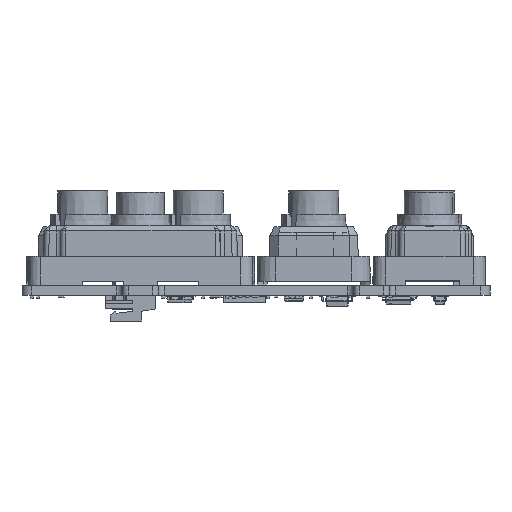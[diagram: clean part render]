
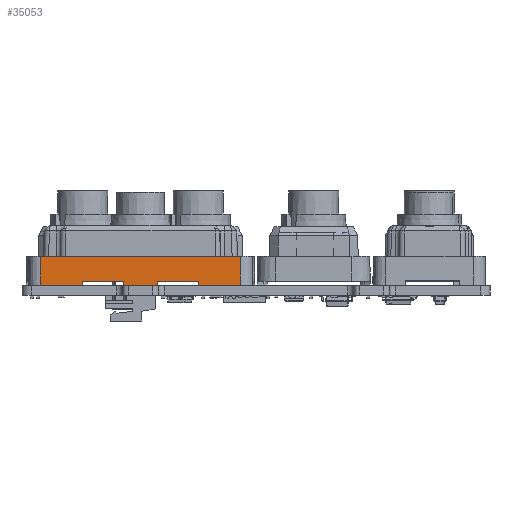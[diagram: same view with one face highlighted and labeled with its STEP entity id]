
A CAD part, front view. The second image highlights one B-rep face of the part: STEP entity #35053.
In plain terms, the highlighted face is planar.
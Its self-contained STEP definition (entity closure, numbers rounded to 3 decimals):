
#670=PLANE('',#37208);
#2163=LINE('',#49597,#6401);
#2166=LINE('',#49602,#6404);
#2170=LINE('',#49608,#6408);
#2189=LINE('',#49649,#6427);
#2193=LINE('',#49658,#6431);
#2263=LINE('',#50272,#6501);
#2298=LINE('',#50369,#6536);
#2299=LINE('',#50374,#6537);
#2332=LINE('',#50733,#6570);
#2336=LINE('',#50744,#6574);
#2337=LINE('',#50745,#6575);
#2338=LINE('',#50746,#6576);
#6401=VECTOR('',#39920,10.);
#6404=VECTOR('',#39925,10.);
#6408=VECTOR('',#39931,10.);
#6427=VECTOR('',#39962,10.);
#6431=VECTOR('',#39968,10.);
#6501=VECTOR('',#40174,10.);
#6536=VECTOR('',#40255,10.);
#6537=VECTOR('',#40260,10.);
#6570=VECTOR('',#40357,10.);
#6574=VECTOR('',#40369,10.);
#6575=VECTOR('',#40370,10.);
#6576=VECTOR('',#40371,10.);
#10996=FACE_OUTER_BOUND('',#12879,.T.);
#12879=EDGE_LOOP('',(#24182,#24183,#24184,#24185,#24186,#24187,#24188,#24189,
#24190,#24191,#24192,#24193));
#15499=VERTEX_POINT('',#49595);
#15500=VERTEX_POINT('',#49596);
#15501=VERTEX_POINT('',#49601);
#15502=VERTEX_POINT('',#49606);
#15517=VERTEX_POINT('',#49646);
#15518=VERTEX_POINT('',#49648);
#15521=VERTEX_POINT('',#49655);
#15522=VERTEX_POINT('',#49657);
#15594=VERTEX_POINT('',#50271);
#15621=VERTEX_POINT('',#50368);
#15622=VERTEX_POINT('',#50372);
#15623=VERTEX_POINT('',#50373);
#18691=EDGE_CURVE('',#15499,#15500,#2163,.T.);
#18694=EDGE_CURVE('',#15500,#15501,#2166,.T.);
#18698=EDGE_CURVE('',#15501,#15502,#2170,.T.);
#18717=EDGE_CURVE('',#15518,#15517,#2189,.T.);
#18721=EDGE_CURVE('',#15522,#15521,#2193,.T.);
#18833=EDGE_CURVE('',#15594,#15518,#2263,.T.);
#18880=EDGE_CURVE('',#15621,#15594,#2298,.T.);
#18882=EDGE_CURVE('',#15622,#15623,#2299,.T.);
#18927=EDGE_CURVE('',#15621,#15622,#2332,.T.);
#18933=EDGE_CURVE('',#15517,#15499,#2336,.T.);
#18934=EDGE_CURVE('',#15502,#15522,#2337,.T.);
#18935=EDGE_CURVE('',#15521,#15623,#2338,.T.);
#24182=ORIENTED_EDGE('',*,*,#18927,.F.);
#24183=ORIENTED_EDGE('',*,*,#18880,.T.);
#24184=ORIENTED_EDGE('',*,*,#18833,.T.);
#24185=ORIENTED_EDGE('',*,*,#18717,.T.);
#24186=ORIENTED_EDGE('',*,*,#18933,.T.);
#24187=ORIENTED_EDGE('',*,*,#18691,.T.);
#24188=ORIENTED_EDGE('',*,*,#18694,.T.);
#24189=ORIENTED_EDGE('',*,*,#18698,.T.);
#24190=ORIENTED_EDGE('',*,*,#18934,.T.);
#24191=ORIENTED_EDGE('',*,*,#18721,.T.);
#24192=ORIENTED_EDGE('',*,*,#18935,.T.);
#24193=ORIENTED_EDGE('',*,*,#18882,.F.);
#35053=ADVANCED_FACE('',(#10996),#670,.T.);
#37208=AXIS2_PLACEMENT_3D('',#50743,#40367,#40368);
#39920=DIRECTION('',(0.,0.01,-1.));
#39925=DIRECTION('',(-1.,0.,0.));
#39931=DIRECTION('',(0.,-0.01,1.));
#39962=DIRECTION('',(0.,-0.01,1.));
#39968=DIRECTION('',(0.,0.01,-1.));
#40174=DIRECTION('',(-1.,0.,0.));
#40255=DIRECTION('',(0.,0.01,-1.));
#40260=DIRECTION('',(0.,0.01,-1.));
#40357=DIRECTION('',(-1.,0.,0.));
#40367=DIRECTION('center_axis',(0.,1.,
0.01));
#40368=DIRECTION('ref_axis',(0.,-0.01,1.));
#40369=DIRECTION('',(-1.,0.,0.));
#40370=DIRECTION('',(-1.,0.,0.));
#40371=DIRECTION('',(-1.,0.,0.));
#49595=CARTESIAN_POINT('',(2.75,9.243,0.7));
#49596=CARTESIAN_POINT('',(2.75,9.25,0.));
#49597=CARTESIAN_POINT('',(2.75,9.243,0.7));
#49601=CARTESIAN_POINT('',(-2.75,9.25,0.));
#49602=CARTESIAN_POINT('',(2.75,9.25,0.));
#49606=CARTESIAN_POINT('',(-2.75,9.243,0.7));
#49608=CARTESIAN_POINT('',(-2.75,9.25,0.));
#49646=CARTESIAN_POINT('',(9.55,9.243,0.7));
#49648=CARTESIAN_POINT('',(9.55,9.25,0.));
#49649=CARTESIAN_POINT('',(9.55,9.25,0.));
#49655=CARTESIAN_POINT('',(-9.55,9.25,0.));
#49657=CARTESIAN_POINT('',(-9.55,9.243,0.7));
#49658=CARTESIAN_POINT('',(-9.55,9.243,0.7));
#50271=CARTESIAN_POINT('',(16.5,9.25,0.));
#50272=CARTESIAN_POINT('',(16.5,9.25,0.));
#50368=CARTESIAN_POINT('',(16.5,9.2,4.75));
#50369=CARTESIAN_POINT('',(16.5,9.2,4.75));
#50372=CARTESIAN_POINT('',(-16.5,9.2,4.75));
#50373=CARTESIAN_POINT('',(-16.5,9.25,0.));
#50374=CARTESIAN_POINT('',(-16.5,9.2,4.75));
#50733=CARTESIAN_POINT('',(16.5,9.2,4.75));
#50743=CARTESIAN_POINT('Origin',(-16.5,9.225,2.375));
#50744=CARTESIAN_POINT('',(9.55,9.243,0.7));
#50745=CARTESIAN_POINT('',(-2.75,9.243,0.7));
#50746=CARTESIAN_POINT('',(-9.55,9.25,0.));
